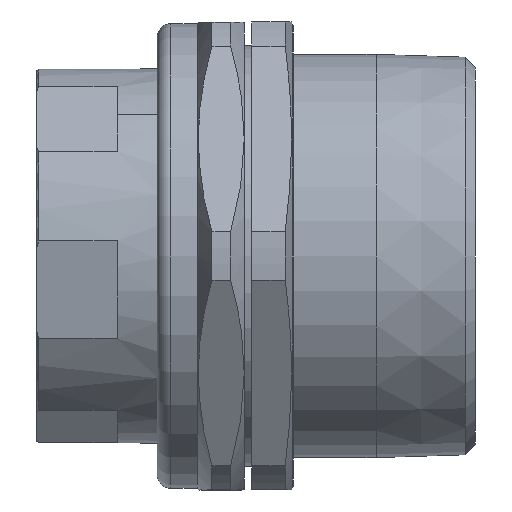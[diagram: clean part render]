
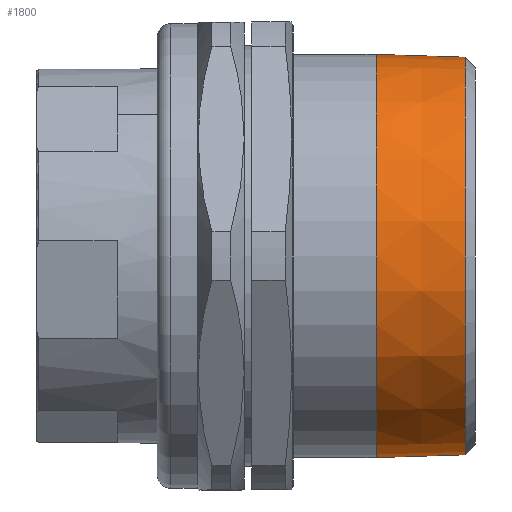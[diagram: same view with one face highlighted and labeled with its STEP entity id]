
A CAD part, front view. The second image highlights one B-rep face of the part: STEP entity #1800.
In plain terms, the highlighted conical face has half-angle 1.78 degrees and reference radius 29.69 mm.
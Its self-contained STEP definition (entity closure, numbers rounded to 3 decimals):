
#49 = CARTESIAN_POINT ( 'NONE',  ( 26.6, 0., 30.15 ) ) ;
#140 = EDGE_CURVE ( 'NONE', #970, #1944, #3101, .T. ) ;
#155 = DIRECTION ( 'NONE',  ( 0., 0., -1. ) ) ;
#310 = EDGE_CURVE ( 'NONE', #970, #1352, #561, .T. ) ;
#366 = DIRECTION ( 'NONE',  ( -1., 0., 0.031 ) ) ;
#402 = LINE ( 'NONE', #2126, #1332 ) ;
#479 = CARTESIAN_POINT ( 'NONE',  ( 26.6, 0., -30.15 ) ) ;
#556 = DIRECTION ( 'NONE',  ( 0., 0., 1. ) ) ;
#561 = LINE ( 'NONE', #1315, #1649 ) ;
#564 = EDGE_LOOP ( 'NONE', ( #1047, #2516, #581, #3092 ) ) ;
#581 = ORIENTED_EDGE ( 'NONE', *, *, #2449, .T. ) ;
#696 = CARTESIAN_POINT ( 'NONE',  ( 26.6, 0., 0. ) ) ;
#932 = EDGE_CURVE ( 'NONE', #2303, #1352, #2601, .T. ) ;
#970 = VERTEX_POINT ( 'NONE', #2214 ) ;
#1047 = ORIENTED_EDGE ( 'NONE', *, *, #310, .F. ) ;
#1266 = CARTESIAN_POINT ( 'NONE',  ( 39.951, 0., 29.735 ) ) ;
#1315 = CARTESIAN_POINT ( 'NONE',  ( 41.4, 0., -29.69 ) ) ;
#1332 = VECTOR ( 'NONE', #366, 1000. ) ;
#1352 = VERTEX_POINT ( 'NONE', #479 ) ;
#1383 = AXIS2_PLACEMENT_3D ( 'NONE', #696, #1996, #1703 ) ;
#1403 = DIRECTION ( 'NONE',  ( -1., 0., 0. ) ) ;
#1649 = VECTOR ( 'NONE', #2325, 1000. ) ;
#1703 = DIRECTION ( 'NONE',  ( 0., 0., -1. ) ) ;
#1800 = ADVANCED_FACE ( 'NONE', ( #3231 ), #1812, .T. ) ;
#1812 = CONICAL_SURFACE ( 'NONE', #2752, 29.69, 0.031 ) ;
#1944 = VERTEX_POINT ( 'NONE', #1266 ) ;
#1996 = DIRECTION ( 'NONE',  ( 1., 0., 0. ) ) ;
#2069 = CARTESIAN_POINT ( 'NONE',  ( 41.4, 0., 0. ) ) ;
#2126 = CARTESIAN_POINT ( 'NONE',  ( 41.4, 0., 29.69 ) ) ;
#2214 = CARTESIAN_POINT ( 'NONE',  ( 39.951, 0., -29.735 ) ) ;
#2303 = VERTEX_POINT ( 'NONE', #49 ) ;
#2325 = DIRECTION ( 'NONE',  ( -1., 0., -0.031 ) ) ;
#2449 = EDGE_CURVE ( 'NONE', #1944, #2303, #402, .T. ) ;
#2516 = ORIENTED_EDGE ( 'NONE', *, *, #140, .T. ) ;
#2601 = CIRCLE ( 'NONE', #1383, 30.15 ) ;
#2752 = AXIS2_PLACEMENT_3D ( 'NONE', #2069, #3045, #556 ) ;
#2923 = CARTESIAN_POINT ( 'NONE',  ( 39.951, 0., 0. ) ) ;
#2951 = AXIS2_PLACEMENT_3D ( 'NONE', #2923, #1403, #155 ) ;
#3045 = DIRECTION ( 'NONE',  ( -1., 0., 0. ) ) ;
#3092 = ORIENTED_EDGE ( 'NONE', *, *, #932, .T. ) ;
#3101 = CIRCLE ( 'NONE', #2951, 29.735 ) ;
#3231 = FACE_OUTER_BOUND ( 'NONE', #564, .T. ) ;
